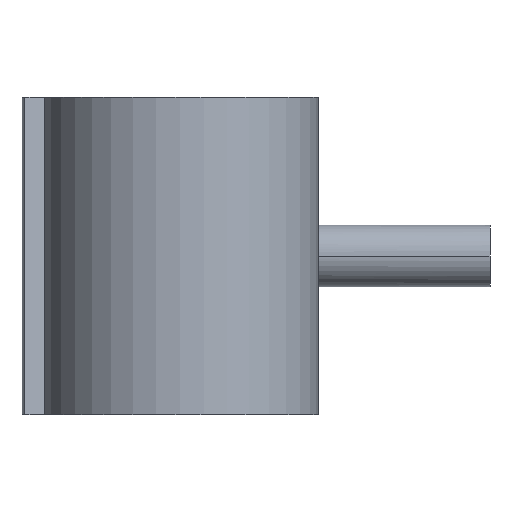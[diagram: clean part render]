
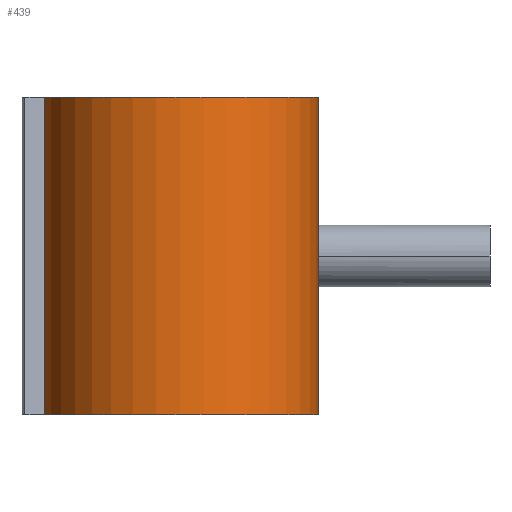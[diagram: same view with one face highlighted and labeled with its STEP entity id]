
A CAD part, front view. The second image highlights one B-rep face of the part: STEP entity #439.
In plain terms, the highlighted cylindrical face has radius 55.667 mm (diameter 111.333 mm), a partial arc.
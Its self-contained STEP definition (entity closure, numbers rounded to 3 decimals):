
#199 = VERTEX_POINT( '', #565 );
#215 = VERTEX_POINT( '', #581 );
#261 = EDGE_CURVE( '', #339, #291, #631, .T. );
#291 = VERTEX_POINT( '', #665 );
#309 = EDGE_CURVE( '', #215, #339, #684, .T. );
#339 = VERTEX_POINT( '', #717 );
#375 = EDGE_CURVE( '', #215, #199, #758, .T. );
#413 = EDGE_CURVE( '', #291, #199, #799, .T. );
#439 = ADVANCED_FACE( '', ( #828 ), #829, .T. );
#565 = CARTESIAN_POINT( '', ( 54.833, 9.6, 64. ) );
#581 = CARTESIAN_POINT( '', ( -54.833, -9.6, 64. ) );
#631 = CIRCLE( '', #1144, 55.667 );
#665 = CARTESIAN_POINT( '', ( 54.833, 9.6, -64. ) );
#684 = LINE( '', #1311, #1312 );
#717 = CARTESIAN_POINT( '', ( -54.833, -9.6, -64. ) );
#758 = CIRCLE( '', #1444, 55.667 );
#799 = LINE( '', #1515, #1516 );
#828 = FACE_OUTER_BOUND( '', #1601, .T. );
#829 = CYLINDRICAL_SURFACE( '', #1602, 55.667 );
#1144 = AXIS2_PLACEMENT_3D( '', #1847, #1848, #1849 );
#1311 = CARTESIAN_POINT( '', ( -54.833, -9.6, 64. ) );
#1312 = VECTOR( '', #1903, 1. );
#1444 = AXIS2_PLACEMENT_3D( '', #1986, #1987, #1988 );
#1515 = CARTESIAN_POINT( '', ( 54.833, 9.6, 64. ) );
#1516 = VECTOR( '', #2031, 1. );
#1601 = EDGE_LOOP( '', ( #2069, #2070, #2071, #2072 ) );
#1602 = AXIS2_PLACEMENT_3D( '', #2073, #2074, #2075 );
#1847 = CARTESIAN_POINT( '', ( 0., 0., -64. ) );
#1848 = DIRECTION( '', ( 0., 0., 1. ) );
#1849 = DIRECTION( '', ( -0.985, -0.172, 0. ) );
#1903 = DIRECTION( '', ( 0., 0., -1. ) );
#1986 = CARTESIAN_POINT( '', ( 0., 0., 64. ) );
#1987 = DIRECTION( '', ( 0., 0., 1. ) );
#1988 = DIRECTION( '', ( -0.985, -0.172, 0. ) );
#2031 = DIRECTION( '', ( 0., 0., 1. ) );
#2069 = ORIENTED_EDGE( '', *, *, #413, .T. );
#2070 = ORIENTED_EDGE( '', *, *, #375, .F. );
#2071 = ORIENTED_EDGE( '', *, *, #309, .T. );
#2072 = ORIENTED_EDGE( '', *, *, #261, .T. );
#2073 = CARTESIAN_POINT( '', ( 0., 0., 64. ) );
#2074 = DIRECTION( '', ( 0., 0., 1. ) );
#2075 = DIRECTION( '', ( -0.985, -0.172, 0. ) );
